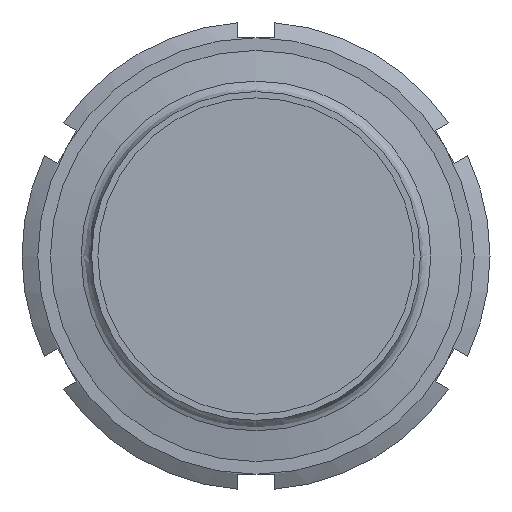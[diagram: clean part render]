
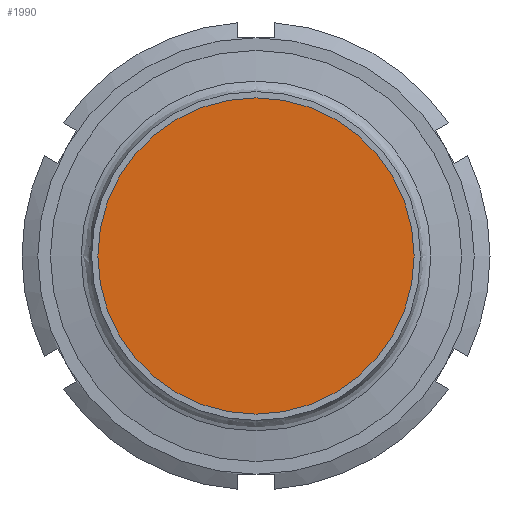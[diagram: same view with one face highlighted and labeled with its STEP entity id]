
A CAD part, left-side view. The second image highlights one B-rep face of the part: STEP entity #1990.
In plain terms, the highlighted planar face has unit normal (-1, 0, 0).
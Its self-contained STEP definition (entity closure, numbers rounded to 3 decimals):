
#1974=CARTESIAN_POINT('',(42.5,29.25,0.));
#1975=DIRECTION('',(-1.0,0.0,0.0));
#1976=DIRECTION('',(0.0,0.0,-1.0));
#1977=AXIS2_PLACEMENT_3D('',#1974,#1975,#1976);
#1978=PLANE('',#1977);
#1979=CARTESIAN_POINT('',(42.5,58.5,0.));
#1980=VERTEX_POINT('',#1979);
#1981=CARTESIAN_POINT('',(42.5,0.,0.));
#1982=DIRECTION('',(1.0,0.0,0.0));
#1983=DIRECTION('',(0.0,1.0,0.0));
#1984=AXIS2_PLACEMENT_3D('',#1981,#1982,#1983);
#1985=CIRCLE('',#1984,58.5);
#1986=EDGE_CURVE('',#1980,#1980,#1985,.T.);
#1987=ORIENTED_EDGE('',*,*,#1986,.F.);
#1988=EDGE_LOOP('',(#1987));
#1989=FACE_OUTER_BOUND('',#1988,.T.);
#1990=ADVANCED_FACE('',(#1989),#1978,.T.);
